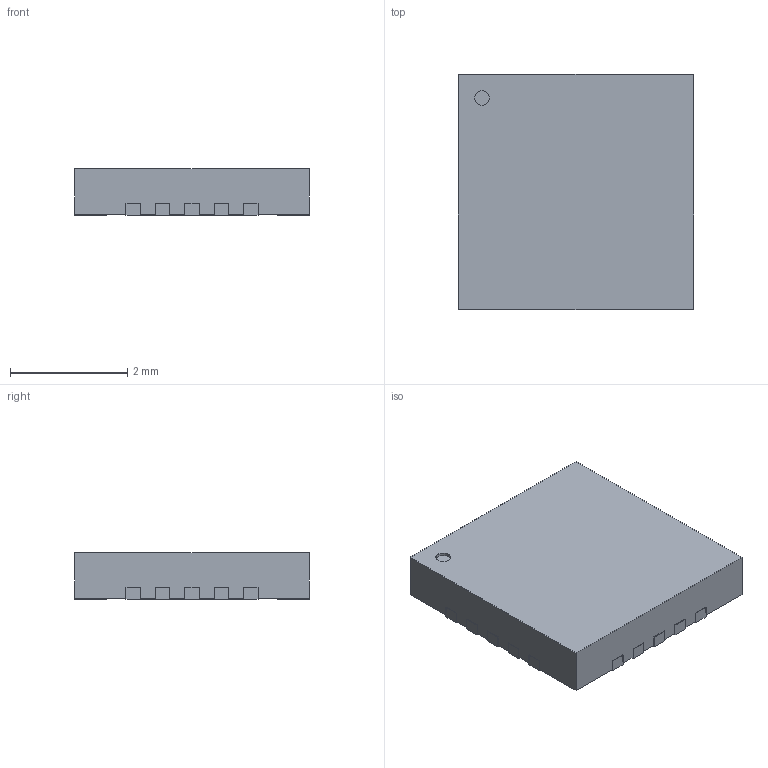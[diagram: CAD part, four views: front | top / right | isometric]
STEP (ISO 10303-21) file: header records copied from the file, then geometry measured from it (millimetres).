
FILE_DESCRIPTION(('FreeCAD Model'),'2;1');
FILE_NAME('User Library-QFN20_4x4x0_8.step', '2017-03-16T14:31:24',('kicad StepUp'),('ksu MCAD'), 'Open CASCADE STEP processor 6.8','FreeCAD','Unknown');
FILE_SCHEMA(('AUTOMOTIVE_DESIGN_CC2 { 1 2 10303 214 -1 1 5 4 }'));
Length unit declared in the file: millimetre
Products named in the file (2): ASSEMBLY; User_Library-QFN20_4x4x0_8
Assembly tree (1 placements, depth 2):
  ASSEMBLY
    User_Library-QFN20_4x4x0_8
Bounding box: 4.02 x 4.02 x 0.8 mm (x, y, z)
Volume: 12.6 mm3; surface area: 45.5 mm2
Topology: 1 solids, 1 shells, 135 faces, 393 edges, 262 vertices
Faces by surface type: plane 133, cylinder 2
Entity records: 5349 total; most frequent: CARTESIAN_POINT 792, ORIENTED_EDGE 786, DIRECTION 671, EDGE_CURVE 393, LINE 389, VECTOR 389, VERTEX_POINT 262, AXIS2_PLACEMENT_3D 141
